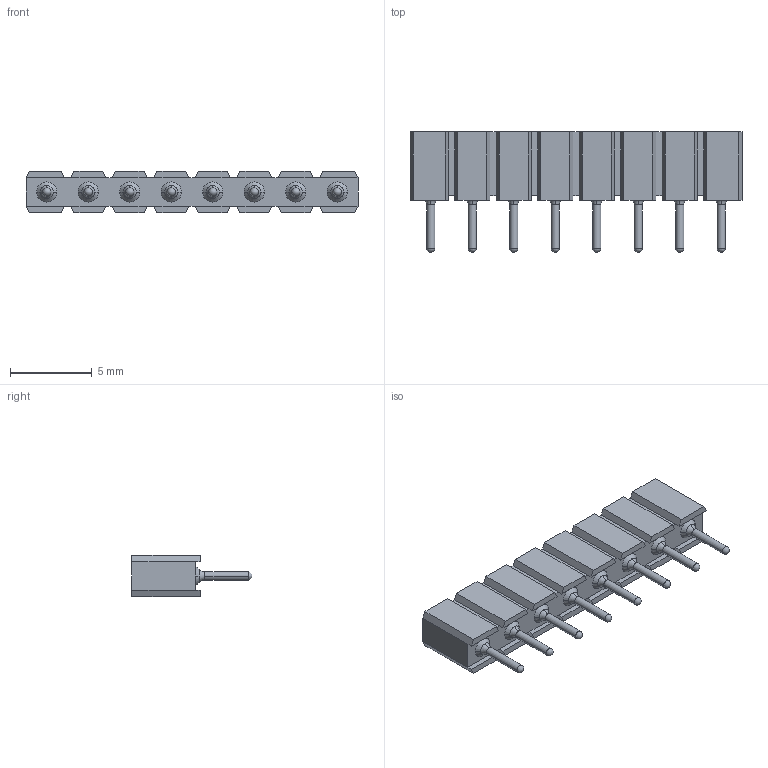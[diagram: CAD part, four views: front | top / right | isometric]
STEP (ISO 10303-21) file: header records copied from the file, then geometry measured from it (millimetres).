
FILE_DESCRIPTION(('STEP AP214'),'1');
FILE_NAME(' ',' ',('TraceParts'),('TraceParts S.A.'),'XStep 1.0',' ',' ');
FILE_SCHEMA(('automotive_design'));
Length unit declared in the file: millimetre
Products named in the file (1): 1
Bounding box: 20.32 x 7.37 x 2.54 mm (x, y, z)
Volume: 175.7 mm3; surface area: 509 mm2
Topology: 1 solids, 1 shells, 362 faces, 864 edges, 504 vertices
Faces by surface type: cone 160, plane 114, cylinder 64, torus 16, sphere 8
Entity records: 19744 total; most frequent: DIRECTION 1910, CARTESIAN_POINT 1699, STYLED_ITEM 1698, PRESENTATION_STYLE_ASSIGNMENT 1698, COLOUR_RGB 1698, ORIENTED_EDGE 1664, EDGE_CURVE 832, CURVE_STYLE 832
